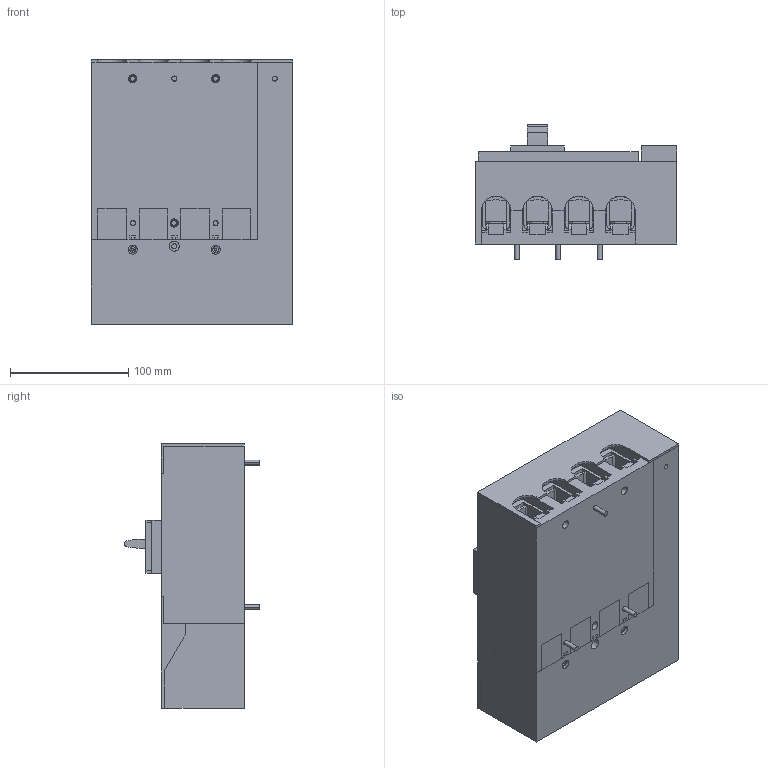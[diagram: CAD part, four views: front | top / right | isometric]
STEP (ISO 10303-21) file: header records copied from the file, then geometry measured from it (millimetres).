
FILE_DESCRIPTION(('CATIA V5 STEP Exchange'),'2;1');
FILE_NAME('1SDH001295R0510_1PA_001_00_XT3_4P_FIXED_RC221-RC222.stp','2014-11-11T15:30:51+00:00',('none'),('none'),'CATIA Version 5 Release 20 SP 1 (IN-10)','CATIA V5 STEP AP214','none');
FILE_SCHEMA(('AUTOMOTIVE_DESIGN { 1 0 10303 214 1 1 1 1 }'));
Length unit declared in the file: millimetre
Products named in the file (1): 1SDH001295R0510_1PA_001_00_XT3_4P_FIXED_RC221-RC222
Bounding box: 170 x 114.26 x 223.5 mm (x, y, z)
Volume: 1796582.2 mm3; surface area: 400763.6 mm2
Topology: 13 solids, 13 shells, 1021 faces, 2699 edges, 1788 vertices
Faces by surface type: plane 726, cylinder 257, cone 38
Entity records: 32817 total; most frequent: ORIENTED_EDGE 5398, CARTESIAN_POINT 5029, DIRECTION 3666, EDGE_CURVE 2699, VECTOR 2111, LINE 2111, VERTEX_POINT 1788, EDGE_LOOP 1187
